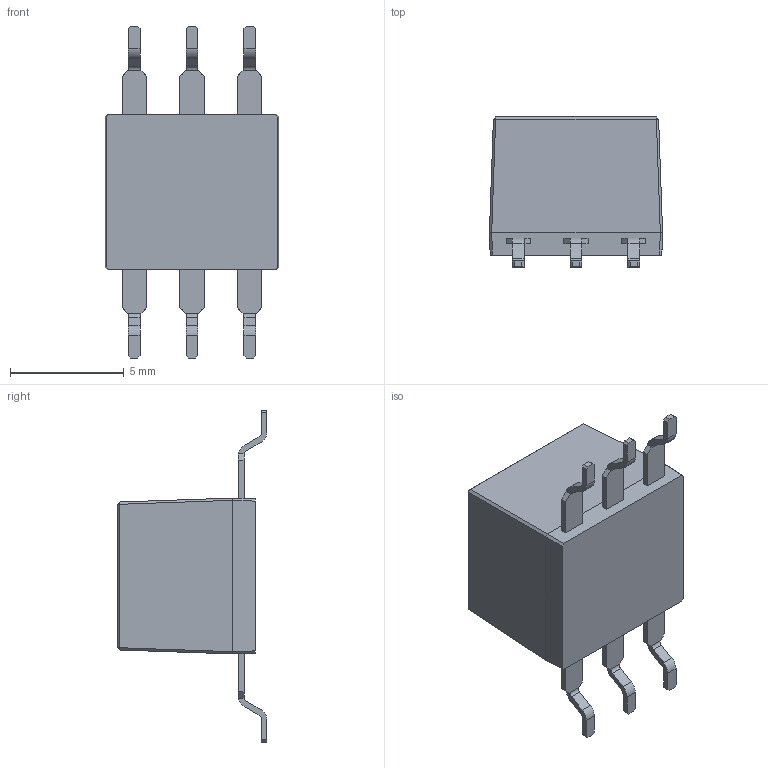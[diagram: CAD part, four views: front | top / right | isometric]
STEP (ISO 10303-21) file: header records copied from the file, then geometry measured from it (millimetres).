
FILE_DESCRIPTION (( 'STEP AP214' ), '1' );
FILE_NAME ('T1-1T-KK81+.STEP', '2023-02-01T20:46:24', ( '' ), ( '' ), 'SwSTEP 2.0', 'SolidWorks 2022', '' );
FILE_SCHEMA (( 'AUTOMOTIVE_DESIGN' ));
Length unit declared in the file: millimetre
Products named in the file (1): T1-1T-KK81+
Bounding box: 7.62 x 6.6 x 14.61 mm (x, y, z)
Volume: 309.1 mm3; surface area: 320 mm2
Topology: 1 solids, 1 shells, 411 faces, 1107 edges, 734 vertices
Faces by surface type: plane 297, bspline 90, cylinder 24
Entity records: 15537 total; most frequent: CARTESIAN_POINT 4925, ORIENTED_EDGE 2214, DIRECTION 1352, EDGE_CURVE 1107, VERTEX_POINT 734, VECTOR 612, LINE 612, EDGE_LOOP 447
